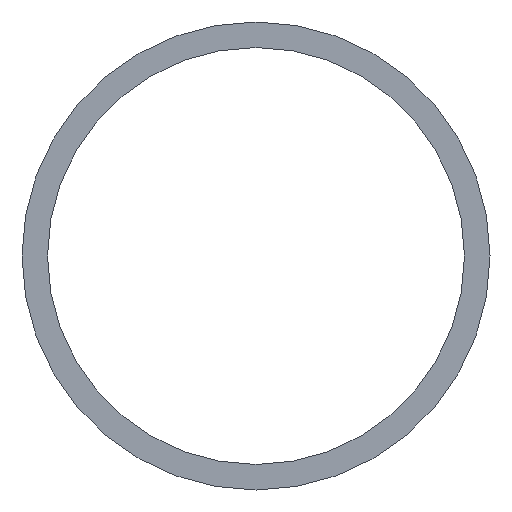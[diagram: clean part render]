
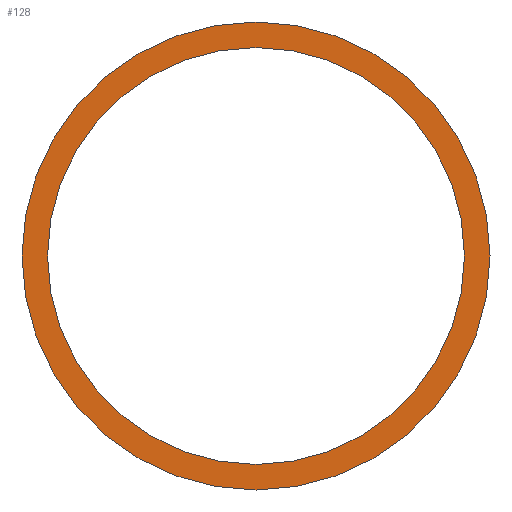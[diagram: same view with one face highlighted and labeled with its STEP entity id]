
A CAD part, front view. The second image highlights one B-rep face of the part: STEP entity #128.
In plain terms, the highlighted planar face has unit normal (0, -1, 0).
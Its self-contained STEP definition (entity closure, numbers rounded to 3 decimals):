
#4 = EDGE_CURVE ( 'NONE', #140, #166, #158, .T. ) ;
#8 = EDGE_CURVE ( 'NONE', #166, #140, #137, .T. ) ;
#9 = EDGE_CURVE ( 'NONE', #167, #143, #174, .T. ) ;
#12 = EDGE_CURVE ( 'NONE', #143, #167, #160, .T. ) ;
#14 = AXIS2_PLACEMENT_3D ( 'NONE', #78, #124, #66 ) ;
#17 = AXIS2_PLACEMENT_3D ( 'NONE', #113, #112, #111 ) ;
#18 = AXIS2_PLACEMENT_3D ( 'NONE', #109, #108, #107 ) ;
#20 = AXIS2_PLACEMENT_3D ( 'NONE', #97, #96, #94 ) ;
#23 = AXIS2_PLACEMENT_3D ( 'NONE', #88, #91, #83 ) ;
#66 = DIRECTION ( 'NONE',  ( 0., 0., 1. ) ) ;
#68 = CARTESIAN_POINT ( 'NONE',  ( 0., 0., 85.6 ) ) ;
#69 = CARTESIAN_POINT ( 'NONE',  ( 0., 0., -85.6 ) ) ;
#72 = CARTESIAN_POINT ( 'NONE',  ( 0., 0., -76.25 ) ) ;
#74 = CARTESIAN_POINT ( 'NONE',  ( 0., 0., 76.25 ) ) ;
#78 = CARTESIAN_POINT ( 'NONE',  ( 0., 0., 0. ) ) ;
#83 = DIRECTION ( 'NONE',  ( 0., 0., 1. ) ) ;
#85 = PLANE ( 'NONE',  #23 ) ;
#88 = CARTESIAN_POINT ( 'NONE',  ( 0., 0., 0. ) ) ;
#91 = DIRECTION ( 'NONE',  ( 0., 1., 0. ) ) ;
#94 = DIRECTION ( 'NONE',  ( 0., 0., 1. ) ) ;
#96 = DIRECTION ( 'NONE',  ( 0., 1., 0. ) ) ;
#97 = CARTESIAN_POINT ( 'NONE',  ( 0., 0., 0. ) ) ;
#107 = DIRECTION ( 'NONE',  ( 0., 0., 1. ) ) ;
#108 = DIRECTION ( 'NONE',  ( 0., 1., 0. ) ) ;
#109 = CARTESIAN_POINT ( 'NONE',  ( 0., 0., 0. ) ) ;
#111 = DIRECTION ( 'NONE',  ( 0., 0., 1. ) ) ;
#112 = DIRECTION ( 'NONE',  ( 0., 1., 0. ) ) ;
#113 = CARTESIAN_POINT ( 'NONE',  ( 0., 0., 0. ) ) ;
#124 = DIRECTION ( 'NONE',  ( 0., 1., 0. ) ) ;
#128 = ADVANCED_FACE ( 'NONE', ( #183, #171 ), #85, .F. ) ;
#137 = CIRCLE ( 'NONE', #17, 85.6 ) ;
#140 = VERTEX_POINT ( 'NONE', #68 ) ;
#143 = VERTEX_POINT ( 'NONE', #72 ) ;
#158 = CIRCLE ( 'NONE', #14, 85.6 ) ;
#160 = CIRCLE ( 'NONE', #20, 76.25 ) ;
#166 = VERTEX_POINT ( 'NONE', #69 ) ;
#167 = VERTEX_POINT ( 'NONE', #74 ) ;
#171 = FACE_BOUND ( 'NONE', #200, .T. ) ;
#174 = CIRCLE ( 'NONE', #18, 76.25 ) ;
#183 = FACE_OUTER_BOUND ( 'NONE', #206, .T. ) ;
#191 = ORIENTED_EDGE ( 'NONE', *, *, #4, .F. ) ;
#199 = ORIENTED_EDGE ( 'NONE', *, *, #12, .T. ) ;
#200 = EDGE_LOOP ( 'NONE', ( #199, #207 ) ) ;
#206 = EDGE_LOOP ( 'NONE', ( #208, #191 ) ) ;
#207 = ORIENTED_EDGE ( 'NONE', *, *, #9, .T. ) ;
#208 = ORIENTED_EDGE ( 'NONE', *, *, #8, .F. ) ;
